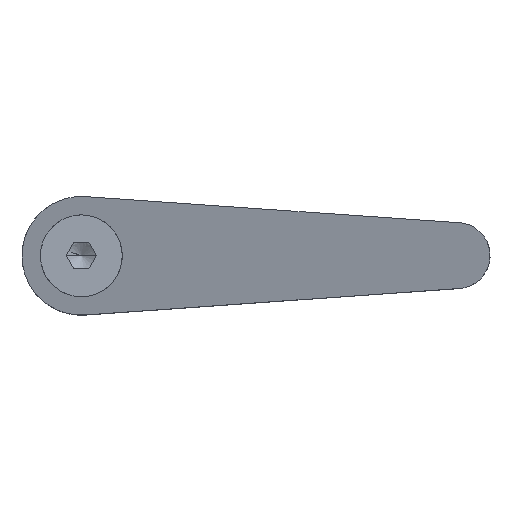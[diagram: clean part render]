
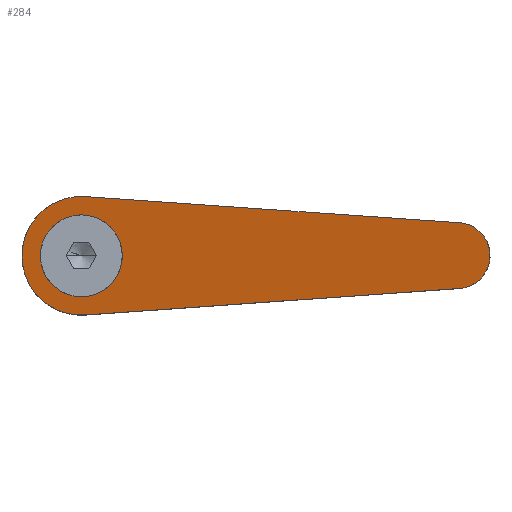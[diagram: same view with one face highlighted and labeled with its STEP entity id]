
A CAD part, top view. The second image highlights one B-rep face of the part: STEP entity #284.
In plain terms, the highlighted planar face has unit normal (-0.266, 0, 0.964).
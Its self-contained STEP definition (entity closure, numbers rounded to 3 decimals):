
#230=EDGE_CURVE('',#428,#510,#595,.T.);
#250=VERTEX_POINT('',#616);
#266=EDGE_CURVE('',#510,#310,#634,.T.);
#274=EDGE_CURVE('',#386,#290,#642,.T.);
#282=EDGE_CURVE('',#310,#428,#650,.T.);
#284=ADVANCED_FACE('',(#652,#653),#654,.F.);
#290=VERTEX_POINT('',#660);
#306=EDGE_CURVE('',#528,#386,#677,.T.);
#310=VERTEX_POINT('',#682);
#362=EDGE_CURVE('',#250,#528,#743,.T.);
#386=VERTEX_POINT('',#771);
#428=VERTEX_POINT('',#814);
#500=EDGE_CURVE('',#290,#532,#891,.T.);
#510=VERTEX_POINT('',#902);
#526=EDGE_CURVE('',#532,#250,#921,.T.);
#528=VERTEX_POINT('',#923);
#532=VERTEX_POINT('',#927);
#595=ELLIPSE('',#993,6.431,6.2);
#616=CARTESIAN_POINT('',(0.632,8.978,48.753));
#634=ELLIPSE('',#1054,6.431,6.2);
#642=LINE('',#1065,#1066);
#650=ELLIPSE('',#1077,6.431,6.2);
#652=FACE_OUTER_BOUND('',#1079,.T.);
#653=FACE_BOUND('',#1080,.T.);
#654=PLANE('',#1081);
#660=CARTESIAN_POINT('',(57.351,-4.988,64.379));
#677=ELLIPSE('',#1124,9.335,9.);
#682=CARTESIAN_POINT('',(-1.001,6.119,48.304));
#743=ELLIPSE('',#1205,9.335,9.);
#771=CARTESIAN_POINT('',(0.632,-8.978,48.753));
#814=CARTESIAN_POINT('',(0.,-6.2,48.579));
#891=ELLIPSE('',#1472,5.186,5.);
#902=CARTESIAN_POINT('',(0.,6.2,48.579));
#921=LINE('',#1517,#1518);
#923=CARTESIAN_POINT('',(-9.,0.,46.1));
#927=CARTESIAN_POINT('',(57.351,4.988,64.379));
#993=AXIS2_PLACEMENT_3D('',#1616,#1617,#1618);
#1054=AXIS2_PLACEMENT_3D('',#1654,#1655,#1656);
#1065=CARTESIAN_POINT('',(59.719,-4.821,65.031));
#1066=VECTOR('',#1658,1.0);
#1077=AXIS2_PLACEMENT_3D('',#1660,#1661,#1662);
#1079=EDGE_LOOP('',(#1664,#1665,#1666,#1667,#1668));
#1080=EDGE_LOOP('',(#1669,#1670,#1671));
#1081=AXIS2_PLACEMENT_3D('',#1672,#1673,#1674);
#1124=AXIS2_PLACEMENT_3D('',#1690,#1691,#1692);
#1205=AXIS2_PLACEMENT_3D('',#1790,#1791,#1792);
#1472=AXIS2_PLACEMENT_3D('',#1916,#1917,#1918);
#1517=CARTESIAN_POINT('',(33.351,6.676,57.767));
#1518=VECTOR('',#1953,1.0);
#1616=CARTESIAN_POINT('',(0.0,0.0,48.579));
#1617=DIRECTION('',(-0.266,0.,0.964));
#1618=DIRECTION('',(-0.964,0.0,-0.266));
#1654=CARTESIAN_POINT('',(0.0,0.0,48.579));
#1655=DIRECTION('',(-0.266,0.,0.964));
#1656=DIRECTION('',(-0.964,0.0,-0.266));
#1658=DIRECTION('',(0.962,0.068,0.265));
#1660=CARTESIAN_POINT('',(0.0,0.0,48.579));
#1661=DIRECTION('',(-0.266,0.,0.964));
#1662=DIRECTION('',(-0.964,0.0,-0.266));
#1664=ORIENTED_EDGE('',*,*,#362,.T.);
#1665=ORIENTED_EDGE('',*,*,#306,.T.);
#1666=ORIENTED_EDGE('',*,*,#274,.T.);
#1667=ORIENTED_EDGE('',*,*,#500,.T.);
#1668=ORIENTED_EDGE('',*,*,#526,.T.);
#1669=ORIENTED_EDGE('',*,*,#282,.F.);
#1670=ORIENTED_EDGE('',*,*,#266,.F.);
#1671=ORIENTED_EDGE('',*,*,#230,.F.);
#1672=CARTESIAN_POINT('',(27.678,0.,56.204));
#1673=DIRECTION('',(0.266,0.,-0.964));
#1674=DIRECTION('',(0.256,0.964,0.071));
#1690=CARTESIAN_POINT('',(0.,0.,48.579));
#1691=DIRECTION('',(-0.266,0.,0.964));
#1692=DIRECTION('',(-0.964,0.,-0.266));
#1790=CARTESIAN_POINT('',(0.,0.,48.579));
#1791=DIRECTION('',(-0.266,0.,0.964));
#1792=DIRECTION('',(-0.964,0.,-0.266));
#1916=CARTESIAN_POINT('',(57.0,0.0,64.282));
#1917=DIRECTION('',(-0.266,0.,0.964));
#1918=DIRECTION('',(0.964,0.,0.266));
#1953=DIRECTION('',(-0.962,0.068,-0.265));
